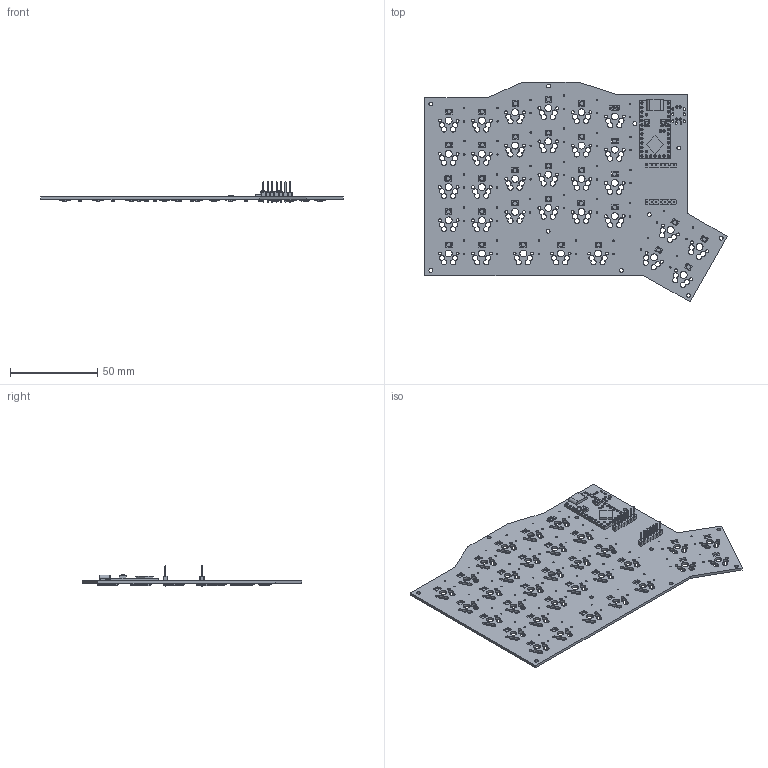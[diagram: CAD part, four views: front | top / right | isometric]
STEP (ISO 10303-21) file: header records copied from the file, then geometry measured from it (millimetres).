
FILE_DESCRIPTION(('KiCad electronic assembly'),'2;1');
FILE_NAME('keyboard.step','2025-08-12T21:32:15',('Pcbnew'),('Kicad'), 'Open CASCADE STEP processor 7.8','KiCad to STEP converter','Unknown' );
FILE_SCHEMA(('AUTOMOTIVE_DESIGN { 1 0 10303 214 1 1 1 1 }'));
Length unit declared in the file: millimetre
Products named in the file (8): keyboard 1; PinHeader_1x07_P2.54mm_Vertical; pro_micro_rp2040; SK6812MINI-E v1; Pins; Body; D_SOD-123; keyboard_PCB
Assembly tree (72 placements, depth 3):
  keyboard 1
    PinHeader_1x07_P2.54mm_Vertical  x2
    pro_micro_rp2040
    SK6812MINI-E v1  x33
      Pins
      Body
    D_SOD-123  x33
    keyboard_PCB
Bounding box: 173.5 x 126.01 x 11.54 mm (x, y, z)
Volume: 24199.9 mm3; surface area: 39980 mm2
Topology: 243 solids, 243 shells, 5527 faces, 16599 edges, 21850 vertices
Faces by surface type: plane 3452, cylinder 1217, bspline 858
Full cylindrical faces by diameter (mm): 0.762 x35, 0.8 x66, 0.95 x70, 1 x47, 1.3 x4, 1.4 x35, 1.702 x66, 1.8 x2, 2.2 x10, 2.4 x33, 3.988 x33
Entity records: 46738 total; most frequent: DIRECTION 7849, CARTESIAN_POINT 7831, ORIENTED_EDGE 7018, EDGE_CURVE 3509, AXIS2_PLACEMENT_3D 2900, VERTEX_POINT 2306, FACE_BOUND 2153, EDGE_LOOP 2153
